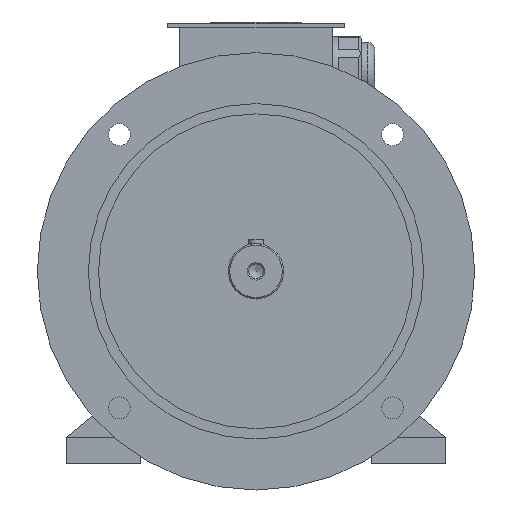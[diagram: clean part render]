
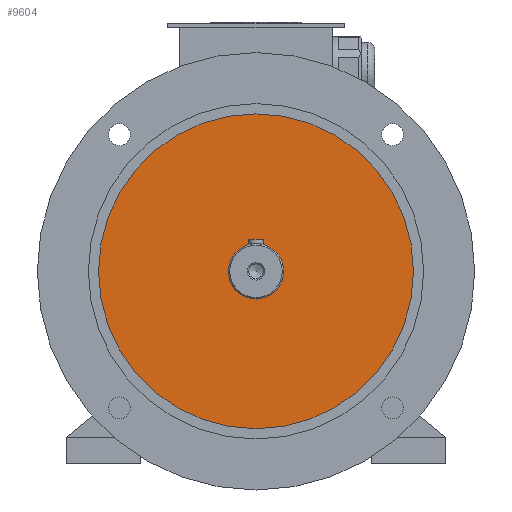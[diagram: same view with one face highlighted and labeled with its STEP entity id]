
A CAD part, front view. The second image highlights one B-rep face of the part: STEP entity #9604.
In plain terms, the highlighted planar face has unit normal (0, -1, 0).
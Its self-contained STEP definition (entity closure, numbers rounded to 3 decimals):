
#455=CIRCLE('',#10238,108.);
#465=CIRCLE('',#10261,19.);
#2327=ORIENTED_EDGE('',*,*,#3421,.T.);
#2328=ORIENTED_EDGE('',*,*,#3401,.F.);
#3401=EDGE_CURVE('',#4109,#4109,#455,.T.);
#3421=EDGE_CURVE('',#4126,#4126,#465,.T.);
#4109=VERTEX_POINT('',#14352);
#4126=VERTEX_POINT('',#14612);
#5867=EDGE_LOOP('',(#2327));
#5868=EDGE_LOOP('',(#2328));
#6309=FACE_BOUND('',#5867,.T.);
#6310=FACE_BOUND('',#5868,.T.);
#6595=PLANE('',#10262);
#9604=ADVANCED_FACE('',(#6309,#6310),#6595,.F.);
#10238=AXIS2_PLACEMENT_3D('',#14351,#12092,#12093);
#10261=AXIS2_PLACEMENT_3D('',#14611,#12146,#12147);
#10262=AXIS2_PLACEMENT_3D('',#14613,#12148,#12149);
#12092=DIRECTION('',(0.,1.,0.));
#12093=DIRECTION('',(0.,0.,1.));
#12146=DIRECTION('',(0.,1.,0.));
#12147=DIRECTION('',(1.,0.,0.));
#12148=DIRECTION('',(0.,1.,0.));
#12149=DIRECTION('',(0.,0.,1.));
#14351=CARTESIAN_POINT('',(0.,-40.,0.));
#14352=CARTESIAN_POINT('',(0.,-40.,108.));
#14611=CARTESIAN_POINT('',(0.,-40.,0.));
#14612=CARTESIAN_POINT('',(19.,-40.,0.));
#14613=CARTESIAN_POINT('',(0.,-40.,0.));
